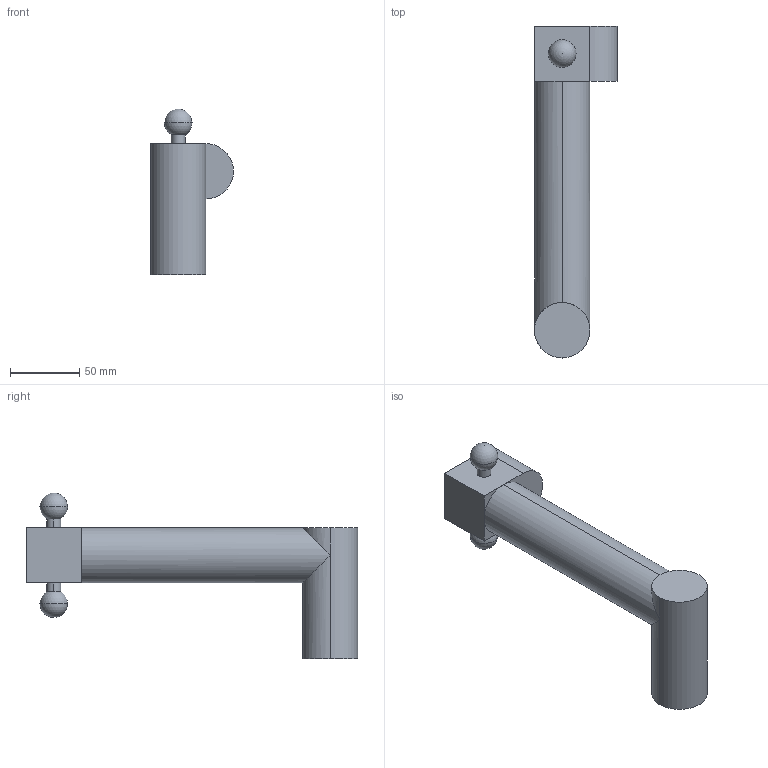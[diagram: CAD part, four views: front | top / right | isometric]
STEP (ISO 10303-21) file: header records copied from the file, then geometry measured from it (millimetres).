
FILE_DESCRIPTION (( 'STEP AP203' ), '1' );
FILE_NAME ('delta_link1 (2)_Default_sldprt.STEP', '2021-07-12T03:38:38', ( '' ), ( '' ), 'SwSTEP 2.0', 'SolidWorks 2021', '' );
FILE_SCHEMA (( 'CONFIG_CONTROL_DESIGN' ));
Length unit declared in the file: millimetre
Products named in the file (1): delta_link1 (2)_Default_sldprt
Bounding box: 60 x 240 x 120 mm (x, y, z)
Volume: 422640.3 mm3; surface area: 46970.2 mm2
Topology: 1 solids, 1 shells, 24 faces, 58 edges, 36 vertices
Faces by surface type: cylinder 11, plane 9, sphere 4
Entity records: 712 total; most frequent: DIRECTION 117, CARTESIAN_POINT 117, ORIENTED_EDGE 98, EDGE_CURVE 49, AXIS2_PLACEMENT_3D 47, VERTEX_POINT 31, EDGE_LOOP 28, FACE_OUTER_BOUND 24
